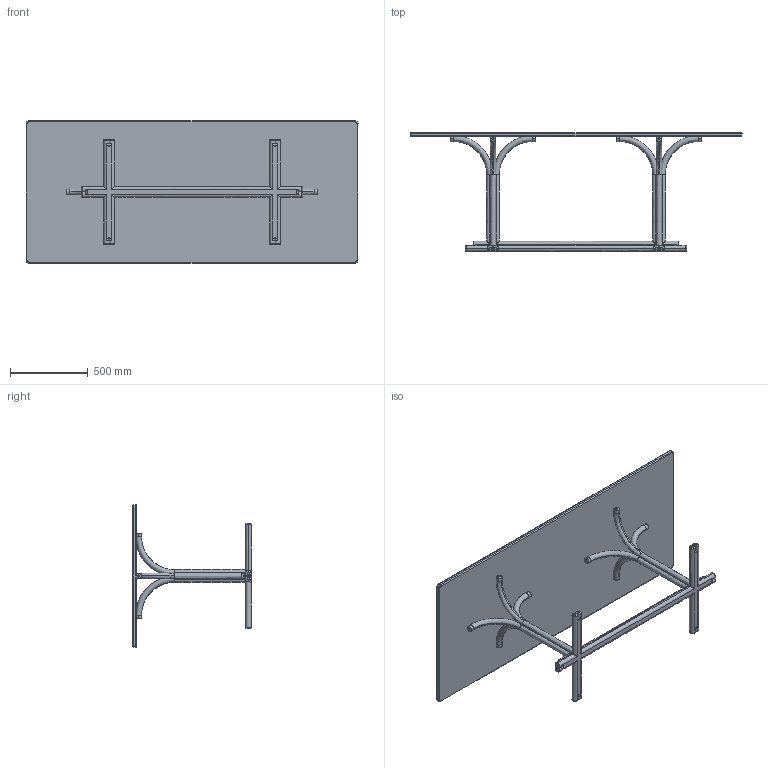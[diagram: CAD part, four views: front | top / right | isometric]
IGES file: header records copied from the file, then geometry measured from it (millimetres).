
Start section: SolidWorks IGES file using analytic representation for surfaces
Global section: file name: Lexington Table_JMS_IGES.IGS; native system: SolidWorks 2021; preprocessor: SolidWorks 2021; author: juliamiller; date: 210409.150719; units: millimetre
Bounding box: 2133.6 x 762 x 914.4 mm (x, y, z)
Surface area: 5128270.4 mm2 (no closed solid volume)
Topology: 0 solids, 0 shells, 225 faces, 4134 edges, 4128 vertices
Faces by surface type: bspline 123, revolution 102
